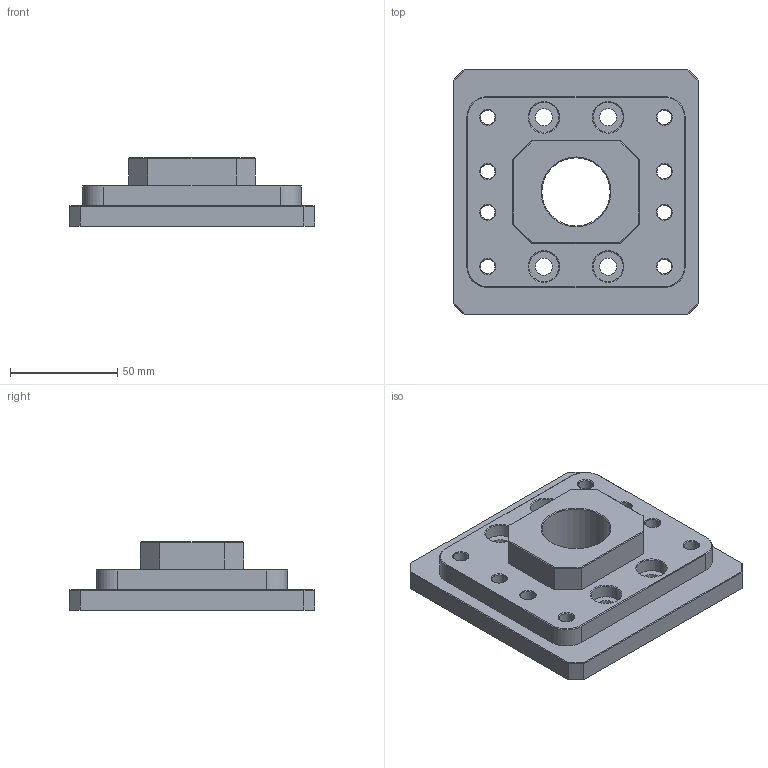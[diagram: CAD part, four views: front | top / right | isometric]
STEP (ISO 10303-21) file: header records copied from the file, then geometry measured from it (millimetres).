
FILE_DESCRIPTION(/* description */ (''),/* implementation_level */ '2;1');
FILE_NAME(/* name */ '2d Milling Eval.step',/* time_stamp */ '2018-04-19T10:01:15-04:00',/* author */ (''),/* organization */ (''),/* preprocessor_version */ 'ST-DEVELOPER v16.13',/* originating_system */ 'Autodesk Translation Framework v6.5.0.72',/* authorisation */ '');
FILE_SCHEMA (('AUTOMOTIVE_DESIGN { 1 0 10303 214 3 1 1 }'));
Length unit declared in the file: inch
Products named in the file (1): FusionComponent
Bounding box: 114.3 x 114.3 x 31.75 mm (x, y, z)
Volume: 206094.7 mm3; surface area: 42117.9 mm2
Topology: 1 solids, 1 shells, 86 faces, 197 edges, 119 vertices
Faces by surface type: plane 48, cylinder 21, cone 17
Full cylindrical faces by diameter (mm): 6.807 x8, 7.938 x4, 13.97 x4, 31.75 x1
Entity records: 2471 total; most frequent: DIRECTION 430, CARTESIAN_POINT 403, ORIENTED_EDGE 394, EDGE_CURVE 197, AXIS2_PLACEMENT_3D 146, LINE 138, VECTOR 138, VERTEX_POINT 119
